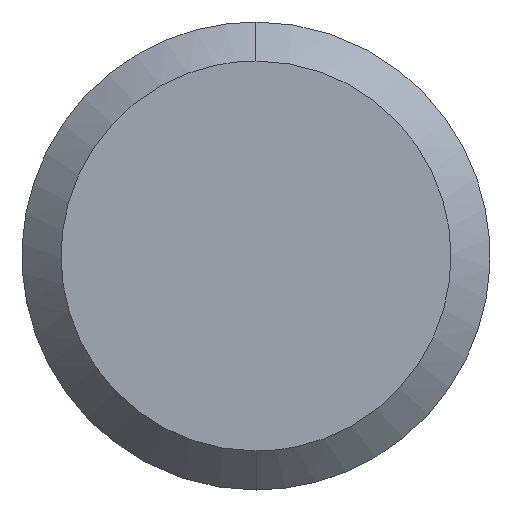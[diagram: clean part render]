
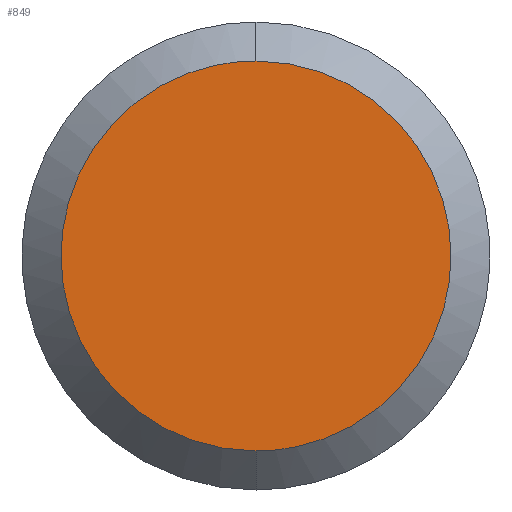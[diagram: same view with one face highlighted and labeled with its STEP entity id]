
A CAD part, front view. The second image highlights one B-rep face of the part: STEP entity #849.
In plain terms, the highlighted planar face has unit normal (0, -1, 0).
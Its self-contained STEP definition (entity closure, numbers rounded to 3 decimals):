
#429 = ( BOUNDED_SURFACE() B_SPLINE_SURFACE(2,1,(
    (#430,#431)
    ,(#432,#433)
    ,(#434,#435)
    ,(#436,#437)
,(#438,#439
    )),.UNSPECIFIED.,.F.,.F.,.F.) B_SPLINE_SURFACE_WITH_KNOTS((3,2,3),(2
    ,2),(0.,1.571,3.142),(0.,4.837),
.UNSPECIFIED.) GEOMETRIC_REPRESENTATION_ITEM() RATIONAL_B_SPLINE_SURFACE
((
    (1.,1.)
    ,(0.707,0.707)
    ,(1.,1.)
    ,(0.707,0.707)
,(1.,1.))) REPRESENTATION_ITEM('') SURFACE() );
#430 = CARTESIAN_POINT('',(233.413,237.725,
    326.62));
#431 = CARTESIAN_POINT('',(233.413,241.145,
    330.04));
#432 = CARTESIAN_POINT('',(233.413,237.725,
    326.62));
#433 = CARTESIAN_POINT('',(236.833,241.145,
    330.04));
#434 = CARTESIAN_POINT('',(233.413,237.725,
    326.62));
#435 = CARTESIAN_POINT('',(236.833,241.145,
    326.62));
#436 = CARTESIAN_POINT('',(233.413,237.725,
    326.62));
#437 = CARTESIAN_POINT('',(236.833,241.145,
    323.2));
#438 = CARTESIAN_POINT('',(233.413,237.725,
    326.62));
#439 = CARTESIAN_POINT('',(233.413,241.145,
    323.2));
#655 = VERTEX_POINT('',#656);
#656 = CARTESIAN_POINT('',(233.413,240.225,
    324.12));
#691 = ( BOUNDED_SURFACE() B_SPLINE_SURFACE(2,1,(
    (#692,#693)
    ,(#694,#695)
    ,(#696,#697)
    ,(#698,#699)
,(#700,#701
    )),.UNSPECIFIED.,.F.,.F.,.F.) B_SPLINE_SURFACE_WITH_KNOTS((3,2,3),(2
    ,2),(3.142,4.712,6.283),(0.,4.837)
,.PIECEWISE_BEZIER_KNOTS.) GEOMETRIC_REPRESENTATION_ITEM() 
RATIONAL_B_SPLINE_SURFACE((
    (1.,1.)
    ,(0.707,0.707)
    ,(1.,1.)
    ,(0.707,0.707)
,(1.,1.))) REPRESENTATION_ITEM('') SURFACE() );
#692 = CARTESIAN_POINT('',(233.413,237.725,
    326.62));
#693 = CARTESIAN_POINT('',(233.413,241.145,
    323.2));
#694 = CARTESIAN_POINT('',(233.413,237.725,
    326.62));
#695 = CARTESIAN_POINT('',(229.993,241.145,
    323.2));
#696 = CARTESIAN_POINT('',(233.413,237.725,
    326.62));
#697 = CARTESIAN_POINT('',(229.993,241.145,
    326.62));
#698 = CARTESIAN_POINT('',(233.413,237.725,
    326.62));
#699 = CARTESIAN_POINT('',(229.993,241.145,
    330.04));
#700 = CARTESIAN_POINT('',(233.413,237.725,
    326.62));
#701 = CARTESIAN_POINT('',(233.413,241.145,
    330.04));
#733 = VERTEX_POINT('',#734);
#734 = CARTESIAN_POINT('',(233.413,240.225,
    329.12));
#798 = EDGE_CURVE('',#733,#655,#799,.T.);
#799 = SURFACE_CURVE('',#800,(#806,#835),.PCURVE_S1.);
#800 = ( BOUNDED_CURVE() B_SPLINE_CURVE(2,(#801,#802,#803,#804,#805),
.UNSPECIFIED.,.F.,.F.) B_SPLINE_CURVE_WITH_KNOTS((3,2,3),(7.854
,11.781,15.708),.UNSPECIFIED.) CURVE() 
GEOMETRIC_REPRESENTATION_ITEM() RATIONAL_B_SPLINE_CURVE((1.,
0.707,1.,0.707,1.)) REPRESENTATION_ITEM('') );
#801 = CARTESIAN_POINT('',(233.413,240.225,
    329.12));
#802 = CARTESIAN_POINT('',(235.913,240.225,
    329.12));
#803 = CARTESIAN_POINT('',(235.913,240.225,
    326.62));
#804 = CARTESIAN_POINT('',(235.913,240.225,
    324.12));
#805 = CARTESIAN_POINT('',(233.413,240.225,
    324.12));
#806 = PCURVE('',#429,#807);
#807 = DEFINITIONAL_REPRESENTATION('',(#808),#834);
#808 = B_SPLINE_CURVE_WITH_KNOTS('',3,(#809,#810,#811,#812,#813,#814,
    #815,#816,#817,#818,#819,#820,#821,#822,#823,#824,#825,#826,#827,
    #828,#829,#830,#831,#832,#833),.UNSPECIFIED.,.F.,.F.,(4,1,1,1,1,1,1,
    1,1,1,1,1,1,1,1,1,1,1,1,1,1,1,4),(7.854,8.211,
    8.568,8.925,9.282,9.639,
    9.996,10.353,10.71,11.067,
    11.424,11.781,12.138,12.495,
    12.852,13.209,13.566,13.923,
    14.28,14.637,14.994,15.351,
    15.708),.QUASI_UNIFORM_KNOTS.);
#809 = CARTESIAN_POINT('',(0.,3.536));
#810 = CARTESIAN_POINT('',(0.048,3.536));
#811 = CARTESIAN_POINT('',(0.143,3.536));
#812 = CARTESIAN_POINT('',(0.286,3.536));
#813 = CARTESIAN_POINT('',(0.428,3.536));
#814 = CARTESIAN_POINT('',(0.571,3.536));
#815 = CARTESIAN_POINT('',(0.714,3.536));
#816 = CARTESIAN_POINT('',(0.857,3.536));
#817 = CARTESIAN_POINT('',(1.,3.536));
#818 = CARTESIAN_POINT('',(1.142,3.536));
#819 = CARTESIAN_POINT('',(1.285,3.536));
#820 = CARTESIAN_POINT('',(1.428,3.536));
#821 = CARTESIAN_POINT('',(1.571,3.536));
#822 = CARTESIAN_POINT('',(1.714,3.536));
#823 = CARTESIAN_POINT('',(1.856,3.536));
#824 = CARTESIAN_POINT('',(1.999,3.536));
#825 = CARTESIAN_POINT('',(2.142,3.536));
#826 = CARTESIAN_POINT('',(2.285,3.536));
#827 = CARTESIAN_POINT('',(2.428,3.536));
#828 = CARTESIAN_POINT('',(2.57,3.536));
#829 = CARTESIAN_POINT('',(2.713,3.536));
#830 = CARTESIAN_POINT('',(2.856,3.536));
#831 = CARTESIAN_POINT('',(2.999,3.536));
#832 = CARTESIAN_POINT('',(3.094,3.536));
#833 = CARTESIAN_POINT('',(3.142,3.536));
#834 = ( GEOMETRIC_REPRESENTATION_CONTEXT(2) 
PARAMETRIC_REPRESENTATION_CONTEXT() REPRESENTATION_CONTEXT('2D SPACE',''
  ) );
#835 = PCURVE('',#836,#841);
#836 = PLANE('',#837);
#837 = AXIS2_PLACEMENT_3D('',#838,#839,#840);
#838 = CARTESIAN_POINT('',(230.293,240.225,
    329.74));
#839 = DIRECTION('',(0.,-1.,0.));
#840 = DIRECTION('',(0.,0.,-1.));
#841 = DEFINITIONAL_REPRESENTATION('',(#842),#848);
#842 = ( BOUNDED_CURVE() B_SPLINE_CURVE(2,(#843,#844,#845,#846,#847),
.UNSPECIFIED.,.F.,.F.) B_SPLINE_CURVE_WITH_KNOTS((3,2,3),(7.854
,11.781,15.708),.UNSPECIFIED.) CURVE() 
GEOMETRIC_REPRESENTATION_ITEM() RATIONAL_B_SPLINE_CURVE((1.,
0.707,1.,0.707,1.)) REPRESENTATION_ITEM('') );
#843 = CARTESIAN_POINT('',(0.62,3.12));
#844 = CARTESIAN_POINT('',(0.62,5.62));
#845 = CARTESIAN_POINT('',(3.12,5.62));
#846 = CARTESIAN_POINT('',(5.62,5.62));
#847 = CARTESIAN_POINT('',(5.62,3.12));
#848 = ( GEOMETRIC_REPRESENTATION_CONTEXT(2) 
PARAMETRIC_REPRESENTATION_CONTEXT() REPRESENTATION_CONTEXT('2D SPACE',''
  ) );
#849 = ADVANCED_FACE('',(#850),#836,.T.);
#850 = FACE_BOUND('',#851,.T.);
#851 = EDGE_LOOP('',(#852,#853));
#852 = ORIENTED_EDGE('',*,*,#798,.F.);
#853 = ORIENTED_EDGE('',*,*,#854,.F.);
#854 = EDGE_CURVE('',#655,#733,#855,.T.);
#855 = SURFACE_CURVE('',#856,(#862,#871),.PCURVE_S1.);
#856 = ( BOUNDED_CURVE() B_SPLINE_CURVE(2,(#857,#858,#859,#860,#861),
.UNSPECIFIED.,.F.,.F.) B_SPLINE_CURVE_WITH_KNOTS((3,2,3),(0.,
3.927,7.854),.PIECEWISE_BEZIER_KNOTS.) CURVE() 
GEOMETRIC_REPRESENTATION_ITEM() RATIONAL_B_SPLINE_CURVE((1.,
0.707,1.,0.707,1.)) REPRESENTATION_ITEM('') );
#857 = CARTESIAN_POINT('',(233.413,240.225,
    324.12));
#858 = CARTESIAN_POINT('',(230.913,240.225,
    324.12));
#859 = CARTESIAN_POINT('',(230.913,240.225,
    326.62));
#860 = CARTESIAN_POINT('',(230.913,240.225,
    329.12));
#861 = CARTESIAN_POINT('',(233.413,240.225,
    329.12));
#862 = PCURVE('',#836,#863);
#863 = DEFINITIONAL_REPRESENTATION('',(#864),#870);
#864 = ( BOUNDED_CURVE() B_SPLINE_CURVE(2,(#865,#866,#867,#868,#869),
.UNSPECIFIED.,.F.,.F.) B_SPLINE_CURVE_WITH_KNOTS((3,2,3),(0.,
3.927,7.854),.PIECEWISE_BEZIER_KNOTS.) CURVE() 
GEOMETRIC_REPRESENTATION_ITEM() RATIONAL_B_SPLINE_CURVE((1.,
0.707,1.,0.707,1.)) REPRESENTATION_ITEM('') );
#865 = CARTESIAN_POINT('',(5.62,3.12));
#866 = CARTESIAN_POINT('',(5.62,0.62));
#867 = CARTESIAN_POINT('',(3.12,0.62));
#868 = CARTESIAN_POINT('',(0.62,0.62));
#869 = CARTESIAN_POINT('',(0.62,3.12));
#870 = ( GEOMETRIC_REPRESENTATION_CONTEXT(2) 
PARAMETRIC_REPRESENTATION_CONTEXT() REPRESENTATION_CONTEXT('2D SPACE',''
  ) );
#871 = PCURVE('',#691,#872);
#872 = DEFINITIONAL_REPRESENTATION('',(#873),#899);
#873 = B_SPLINE_CURVE_WITH_KNOTS('',3,(#874,#875,#876,#877,#878,#879,
    #880,#881,#882,#883,#884,#885,#886,#887,#888,#889,#890,#891,#892,
    #893,#894,#895,#896,#897,#898),.UNSPECIFIED.,.F.,.F.,(4,1,1,1,1,1,1,
    1,1,1,1,1,1,1,1,1,1,1,1,1,1,1,4),(0.,0.357,0.714,
    1.071,1.428,1.785,2.142,
    2.499,2.856,3.213,3.57,
    3.927,4.284,4.641,4.998,
    5.355,5.712,6.069,6.426,
    6.783,7.14,7.497,7.854),
  .QUASI_UNIFORM_KNOTS.);
#874 = CARTESIAN_POINT('',(3.142,3.536));
#875 = CARTESIAN_POINT('',(3.189,3.536));
#876 = CARTESIAN_POINT('',(3.284,3.536));
#877 = CARTESIAN_POINT('',(3.427,3.536));
#878 = CARTESIAN_POINT('',(3.57,3.536));
#879 = CARTESIAN_POINT('',(3.713,3.536));
#880 = CARTESIAN_POINT('',(3.856,3.536));
#881 = CARTESIAN_POINT('',(3.998,3.536));
#882 = CARTESIAN_POINT('',(4.141,3.536));
#883 = CARTESIAN_POINT('',(4.284,3.536));
#884 = CARTESIAN_POINT('',(4.427,3.536));
#885 = CARTESIAN_POINT('',(4.57,3.536));
#886 = CARTESIAN_POINT('',(4.712,3.536));
#887 = CARTESIAN_POINT('',(4.855,3.536));
#888 = CARTESIAN_POINT('',(4.998,3.536));
#889 = CARTESIAN_POINT('',(5.141,3.536));
#890 = CARTESIAN_POINT('',(5.284,3.536));
#891 = CARTESIAN_POINT('',(5.426,3.536));
#892 = CARTESIAN_POINT('',(5.569,3.536));
#893 = CARTESIAN_POINT('',(5.712,3.536));
#894 = CARTESIAN_POINT('',(5.855,3.536));
#895 = CARTESIAN_POINT('',(5.998,3.536));
#896 = CARTESIAN_POINT('',(6.14,3.536));
#897 = CARTESIAN_POINT('',(6.236,3.536));
#898 = CARTESIAN_POINT('',(6.283,3.536));
#899 = ( GEOMETRIC_REPRESENTATION_CONTEXT(2) 
PARAMETRIC_REPRESENTATION_CONTEXT() REPRESENTATION_CONTEXT('2D SPACE',''
  ) );
